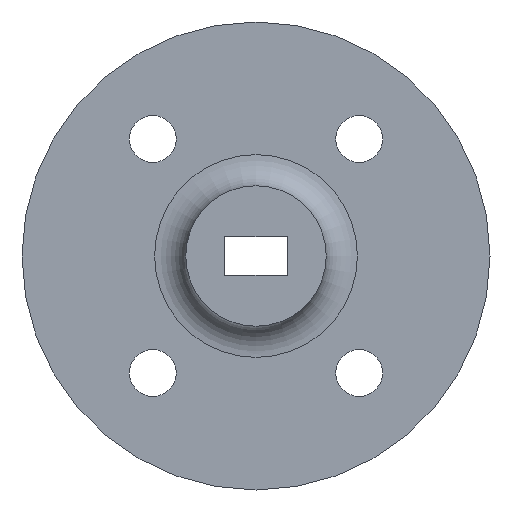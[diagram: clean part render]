
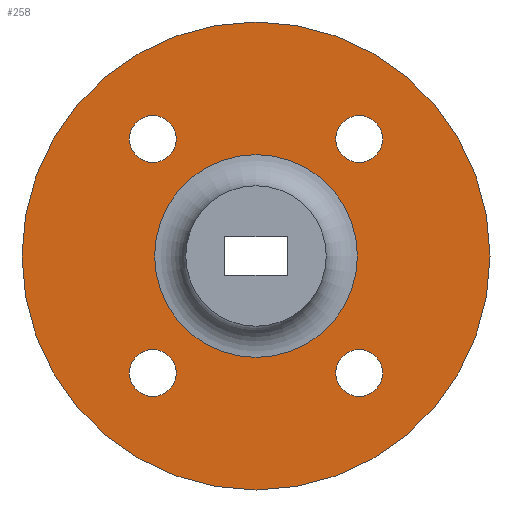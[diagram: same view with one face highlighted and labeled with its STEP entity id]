
A CAD part, front view. The second image highlights one B-rep face of the part: STEP entity #258.
In plain terms, the highlighted planar face has unit normal (0, -1, 0).
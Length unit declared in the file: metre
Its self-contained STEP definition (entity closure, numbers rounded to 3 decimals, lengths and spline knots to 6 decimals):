
#38=PLANE('',#298);
#56=ORIENTED_EDGE('',*,*,#112,.T.);
#57=ORIENTED_EDGE('',*,*,#108,.F.);
#58=ORIENTED_EDGE('',*,*,#106,.F.);
#59=ORIENTED_EDGE('',*,*,#104,.F.);
#60=ORIENTED_EDGE('',*,*,#102,.F.);
#61=ORIENTED_EDGE('',*,*,#110,.T.);
#102=EDGE_CURVE('',#130,#130,#154,.T.);
#104=EDGE_CURVE('',#132,#132,#156,.T.);
#106=EDGE_CURVE('',#134,#134,#158,.T.);
#108=EDGE_CURVE('',#136,#136,#160,.T.);
#110=EDGE_CURVE('',#138,#138,#162,.T.);
#112=EDGE_CURVE('',#140,#140,#164,.F.);
#130=VERTEX_POINT('',#399);
#132=VERTEX_POINT('',#404);
#134=VERTEX_POINT('',#409);
#136=VERTEX_POINT('',#414);
#138=VERTEX_POINT('',#419);
#140=VERTEX_POINT('',#424);
#154=CIRCLE('',#284,0.0015);
#156=CIRCLE('',#287,0.0015);
#158=CIRCLE('',#290,0.0015);
#160=CIRCLE('',#293,0.0015);
#162=CIRCLE('',#296,0.015);
#164=CIRCLE('',#299,0.0065);
#180=EDGE_LOOP('',(#56));
#181=EDGE_LOOP('',(#57));
#182=EDGE_LOOP('',(#58));
#183=EDGE_LOOP('',(#59));
#184=EDGE_LOOP('',(#60));
#185=EDGE_LOOP('',(#61));
#218=FACE_BOUND('',#180,.T.);
#219=FACE_BOUND('',#181,.T.);
#220=FACE_BOUND('',#182,.T.);
#221=FACE_BOUND('',#183,.T.);
#222=FACE_BOUND('',#184,.T.);
#223=FACE_BOUND('',#185,.T.);
#258=ADVANCED_FACE('',(#218,#219,#220,#221,#222,#223),#38,.T.);
#284=AXIS2_PLACEMENT_3D('',#398,#320,#321);
#287=AXIS2_PLACEMENT_3D('',#403,#326,#327);
#290=AXIS2_PLACEMENT_3D('',#408,#332,#333);
#293=AXIS2_PLACEMENT_3D('',#413,#338,#339);
#296=AXIS2_PLACEMENT_3D('',#418,#344,#345);
#298=AXIS2_PLACEMENT_3D('',#422,#348,#349);
#299=AXIS2_PLACEMENT_3D('',#423,#350,#351);
#320=DIRECTION('',(0.,-1.,0.));
#321=DIRECTION('',(0.,0.,-1.));
#326=DIRECTION('',(0.,-1.,0.));
#327=DIRECTION('',(0.,0.,-1.));
#332=DIRECTION('',(0.,-1.,0.));
#333=DIRECTION('',(0.,0.,-1.));
#338=DIRECTION('',(0.,-1.,0.));
#339=DIRECTION('',(0.,0.,-1.));
#344=DIRECTION('',(0.,-1.,0.));
#345=DIRECTION('',(0.,0.,-1.));
#348=DIRECTION('',(0.,-1.,0.));
#349=DIRECTION('',(1.,0.,0.));
#350=DIRECTION('',(0.,-1.,0.));
#351=DIRECTION('',(0.,0.,-1.));
#398=CARTESIAN_POINT('',(0.056614,-0.041,0.1135));
#399=CARTESIAN_POINT('',(0.056614,-0.041,0.112));
#403=CARTESIAN_POINT('',(0.043386,-0.041,0.1135));
#404=CARTESIAN_POINT('',(0.043386,-0.041,0.112));
#408=CARTESIAN_POINT('',(0.043386,-0.041,0.1285));
#409=CARTESIAN_POINT('',(0.043386,-0.041,0.127));
#413=CARTESIAN_POINT('',(0.056614,-0.041,0.1285));
#414=CARTESIAN_POINT('',(0.056614,-0.041,0.127));
#418=CARTESIAN_POINT('',(0.05,-0.041,0.121));
#419=CARTESIAN_POINT('',(0.05,-0.041,0.106));
#422=CARTESIAN_POINT('',(0.05,-0.041,0.121));
#423=CARTESIAN_POINT('',(0.05,-0.041,0.121));
#424=CARTESIAN_POINT('',(0.05,-0.041,0.1145));
